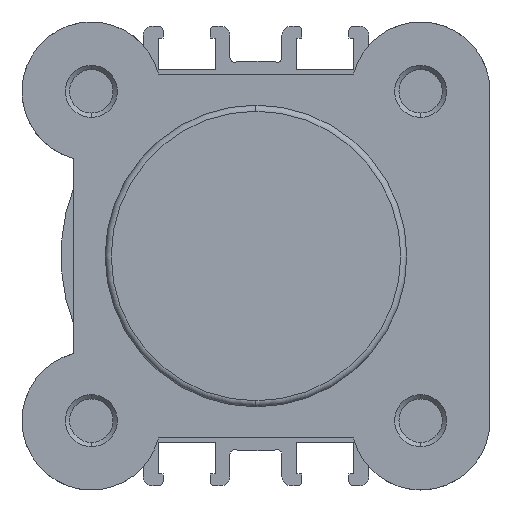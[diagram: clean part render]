
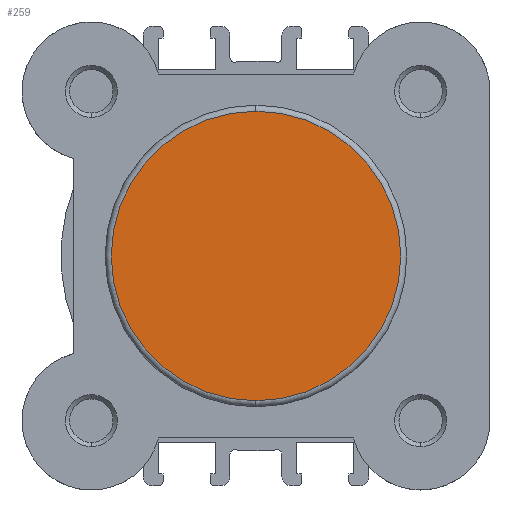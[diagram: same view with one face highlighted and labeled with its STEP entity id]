
A CAD part, left-side view. The second image highlights one B-rep face of the part: STEP entity #259.
In plain terms, the highlighted planar face has unit normal (-1, 0, 0).
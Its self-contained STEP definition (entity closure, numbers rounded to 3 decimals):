
#259 = ADVANCED_FACE ( 'NONE', ( #5958 ), #4077, .T. ) ;
#388 = VERTEX_POINT ( 'NONE', #4237 ) ;
#422 = VERTEX_POINT ( 'NONE', #4269 ) ;
#952 = EDGE_LOOP ( 'NONE', ( #5427, #5426 ) ) ;
#4076 = CARTESIAN_POINT ( 'NONE',  ( 0., -17.4, 0. ) ) ;
#4077 = PLANE ( 'NONE',  #5245 ) ;
#4078 = DIRECTION ( 'NONE',  ( -1., 0., 0. ) ) ;
#4079 = DIRECTION ( 'NONE',  ( 0., 0., 1. ) ) ;
#4237 = CARTESIAN_POINT ( 'NONE',  ( 0., 0., -16.7 ) ) ;
#4269 = CARTESIAN_POINT ( 'NONE',  ( 0., 0., 16.7 ) ) ;
#4509 = EDGE_CURVE ( 'NONE', #388, #422, #6143, .T. ) ;
#4549 = EDGE_CURVE ( 'NONE', #422, #388, #6200, .T. ) ;
#5245 = AXIS2_PLACEMENT_3D ( 'NONE', #4076, #4078, #4079 ) ;
#5322 = AXIS2_PLACEMENT_3D ( 'NONE', #6772, #6773, #6774 ) ;
#5342 = AXIS2_PLACEMENT_3D ( 'NONE', #6873, #6875, #6876 ) ;
#5426 = ORIENTED_EDGE ( 'NONE', *, *, #4509, .T. ) ;
#5427 = ORIENTED_EDGE ( 'NONE', *, *, #4549, .T. ) ;
#5958 = FACE_OUTER_BOUND ( 'NONE', #952, .T. ) ;
#6143 = CIRCLE ( 'NONE', #5322, 16.7 ) ;
#6200 = CIRCLE ( 'NONE', #5342, 16.7 ) ;
#6772 = CARTESIAN_POINT ( 'NONE',  ( 0., 0., 0. ) ) ;
#6773 = DIRECTION ( 'NONE',  ( -1., 0., 0. ) ) ;
#6774 = DIRECTION ( 'NONE',  ( 0., 0., 1. ) ) ;
#6873 = CARTESIAN_POINT ( 'NONE',  ( 0., 0., 0. ) ) ;
#6875 = DIRECTION ( 'NONE',  ( -1., 0., 0. ) ) ;
#6876 = DIRECTION ( 'NONE',  ( 0., 0., 1. ) ) ;
